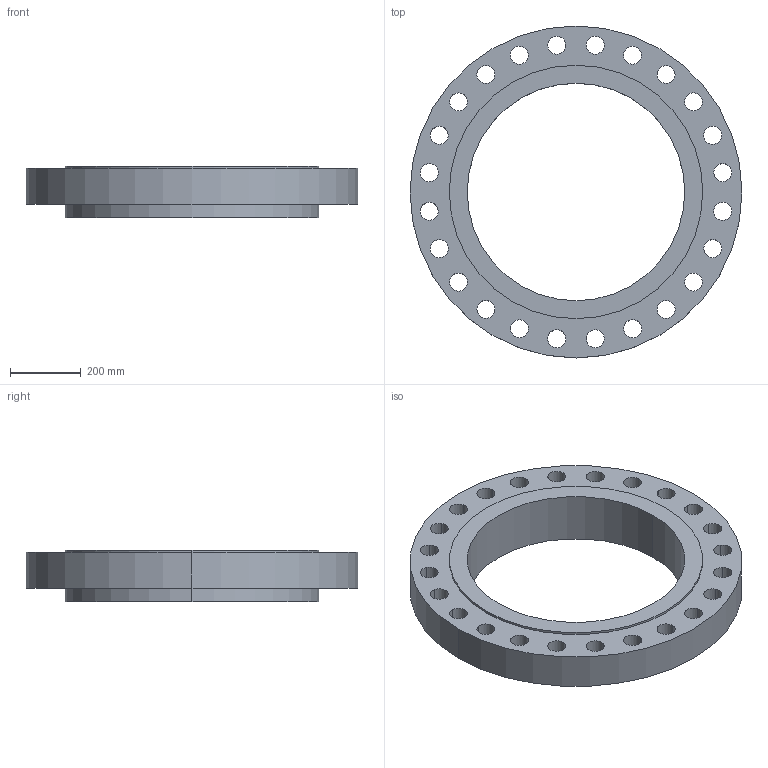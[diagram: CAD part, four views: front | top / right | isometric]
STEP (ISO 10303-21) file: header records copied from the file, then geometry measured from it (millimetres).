
FILE_DESCRIPTION (( 'STEP AP203' ), '1' );
FILE_NAME ('Slip On Flange 600-NPS24.STEP', '2025-05-07T01:22:47', '' );
FILE_SCHEMA (( 'CONFIG_CONTROL_DESIGN' ));
Length unit declared in the file: inch
Products named in the file (1): Slip On Flange 600-NPS24
Bounding box: 939.8 x 939.8 x 146.05 mm (x, y, z)
Volume: 39991457.1 mm3; surface area: 1766065.6 mm2
Topology: 1 solids, 1 shells, 60 faces, 168 edges, 112 vertices
Faces by surface type: cylinder 56, plane 4
Entity records: 2183 total; most frequent: DIRECTION 402, CARTESIAN_POINT 341, ORIENTED_EDGE 336, AXIS2_PLACEMENT_3D 173, EDGE_CURVE 168, CIRCLE 112, VERTEX_POINT 112, EDGE_LOOP 112
